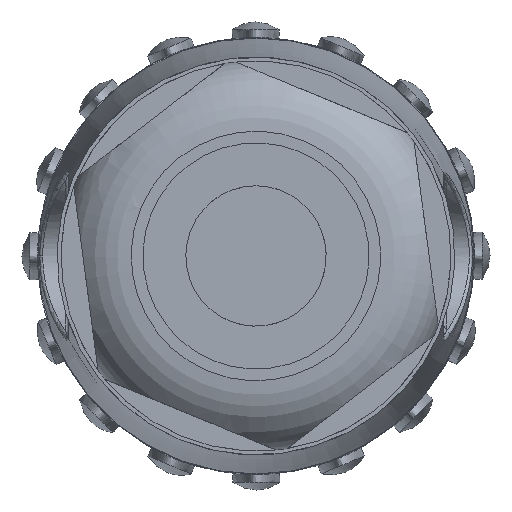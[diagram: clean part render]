
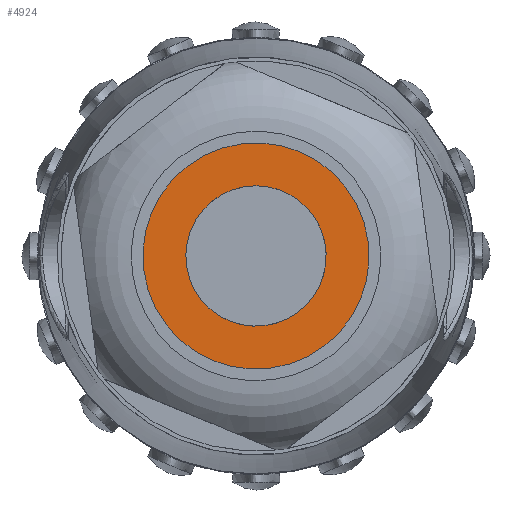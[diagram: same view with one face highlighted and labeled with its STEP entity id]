
A CAD part, left-side view. The second image highlights one B-rep face of the part: STEP entity #4924.
In plain terms, the highlighted planar face has unit normal (-1, 0, 0).
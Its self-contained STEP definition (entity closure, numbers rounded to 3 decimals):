
#4924=ADVANCED_FACE('',(#5793,#5794),#5508,.T.);
#5508=PLANE('',#15629);
#5793=FACE_BOUND('',#6613,.T.);
#5794=FACE_BOUND('',#6614,.T.);
#6613=EDGE_LOOP('',(#10218));
#6614=EDGE_LOOP('',(#10219));
#10218=ORIENTED_EDGE('',*,*,#13999,.F.);
#10219=ORIENTED_EDGE('',*,*,#14000,.F.);
#12068=VERTEX_POINT('',#30027);
#12069=VERTEX_POINT('',#30030);
#13999=EDGE_CURVE('',#12068,#12068,#14643,.T.);
#14000=EDGE_CURVE('',#12069,#12069,#14644,.T.);
#14643=CIRCLE('',#15626,4.5);
#14644=CIRCLE('',#15628,7.25);
#15626=AXIS2_PLACEMENT_3D('',#30026,#19018,#19019);
#15628=AXIS2_PLACEMENT_3D('',#30029,#19022,#19023);
#15629=AXIS2_PLACEMENT_3D('',#30031,#19024,#19025);
#19018=DIRECTION('',(-1.,0.,0.));
#19019=DIRECTION('',(0.,0.382,-0.924));
#19022=DIRECTION('',(1.,0.,0.));
#19023=DIRECTION('',(0.,0.924,0.382));
#19024=DIRECTION('',(-1.,0.,0.));
#19025=DIRECTION('',(0.,-0.382,0.924));
#30026=CARTESIAN_POINT('',(-42.9,0.5,0.));
#30027=CARTESIAN_POINT('',(-42.9,2.218,-4.159));
#30029=CARTESIAN_POINT('',(-42.9,0.5,0.));
#30030=CARTESIAN_POINT('',(-42.9,7.201,2.768));
#30031=CARTESIAN_POINT('',(-42.9,5.571,12.212));
